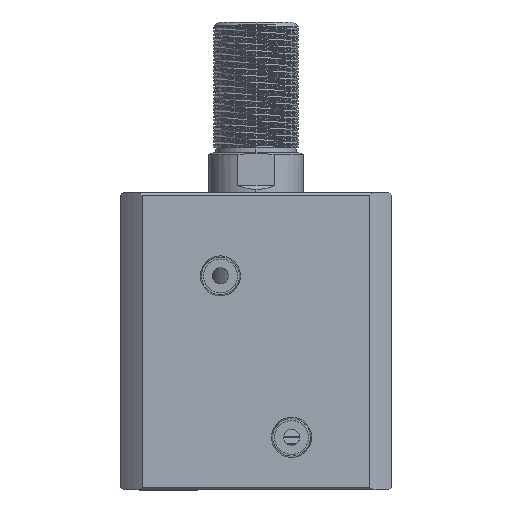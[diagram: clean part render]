
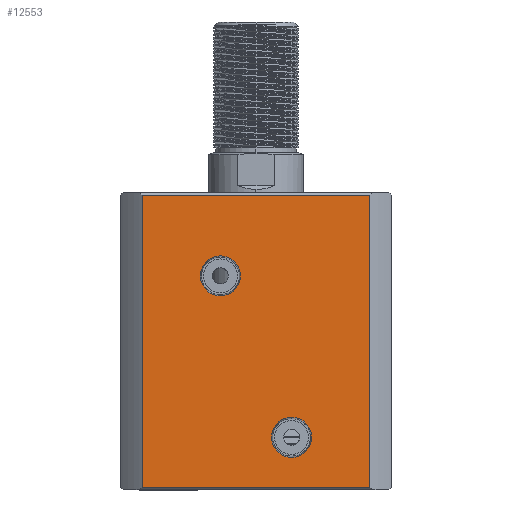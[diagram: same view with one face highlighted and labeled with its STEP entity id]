
A CAD part, top view. The second image highlights one B-rep face of the part: STEP entity #12553.
In plain terms, the highlighted face is planar.
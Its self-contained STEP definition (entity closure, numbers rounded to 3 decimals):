
#136 = CARTESIAN_POINT ( 'NONE',  ( -15., 57., 35. ) ) ;
#403 = LINE ( 'NONE', #15814, #3859 ) ;
#969 = CARTESIAN_POINT ( 'NONE',  ( 57., 57., 124. ) ) ;
#987 = VERTEX_POINT ( 'NONE', #12314 ) ;
#1268 = DIRECTION ( 'NONE',  ( 0., 1., 0. ) ) ;
#1352 = CIRCLE ( 'NONE', #16943, 8.428 ) ;
#1553 = CIRCLE ( 'NONE', #7187, 8.428 ) ;
#1585 = DIRECTION ( 'NONE',  ( 0., 0., 1. ) ) ;
#1818 = VERTEX_POINT ( 'NONE', #12044 ) ;
#1866 = VERTEX_POINT ( 'NONE', #10803 ) ;
#1890 = VERTEX_POINT ( 'NONE', #18216 ) ;
#2049 = CIRCLE ( 'NONE', #14588, 8.428 ) ;
#3253 = CARTESIAN_POINT ( 'NONE',  ( -57., 57., 1. ) ) ;
#3373 = VERTEX_POINT ( 'NONE', #11252 ) ;
#3828 = CARTESIAN_POINT ( 'NONE',  ( 47.971, 57., 1. ) ) ;
#3859 = VECTOR ( 'NONE', #5458, 1000. ) ;
#4214 = VERTEX_POINT ( 'NONE', #3828 ) ;
#4373 = CARTESIAN_POINT ( 'NONE',  ( 15., 57., 94.572 ) ) ;
#4501 = PLANE ( 'NONE',  #12716 ) ;
#4659 = CARTESIAN_POINT ( 'NONE',  ( 15., 57., 103. ) ) ;
#4842 = FACE_BOUND ( 'NONE', #11855, .T. ) ;
#5033 = CARTESIAN_POINT ( 'NONE',  ( -47.971, 57., 1. ) ) ;
#5236 = VECTOR ( 'NONE', #9115, 1000. ) ;
#5458 = DIRECTION ( 'NONE',  ( 0., 0., -1. ) ) ;
#5666 = ORIENTED_EDGE ( 'NONE', *, *, #9493, .T. ) ;
#6009 = CARTESIAN_POINT ( 'NONE',  ( -57., 57., 125. ) ) ;
#6158 = DIRECTION ( 'NONE',  ( 0., 0., 1. ) ) ;
#6177 = VECTOR ( 'NONE', #12119, 1000. ) ;
#6444 = VERTEX_POINT ( 'NONE', #5033 ) ;
#7093 = DIRECTION ( 'NONE',  ( 0., 1., 0. ) ) ;
#7112 = EDGE_CURVE ( 'NONE', #987, #3373, #8324, .T. ) ;
#7187 = AXIS2_PLACEMENT_3D ( 'NONE', #136, #10467, #1585 ) ;
#7432 = ORIENTED_EDGE ( 'NONE', *, *, #7112, .T. ) ;
#7938 = EDGE_CURVE ( 'NONE', #1890, #18107, #15686, .T. ) ;
#8324 = LINE ( 'NONE', #969, #16602 ) ;
#8814 = FACE_BOUND ( 'NONE', #18290, .T. ) ;
#8983 = DIRECTION ( 'NONE',  ( 0., 0., -1. ) ) ;
#9115 = DIRECTION ( 'NONE',  ( 0., 0., 1. ) ) ;
#9181 = LINE ( 'NONE', #16392, #5236 ) ;
#9275 = ORIENTED_EDGE ( 'NONE', *, *, #14497, .F. ) ;
#9440 = EDGE_CURVE ( 'NONE', #4214, #3373, #9181, .T. ) ;
#9493 = EDGE_CURVE ( 'NONE', #4214, #6444, #13096, .T. ) ;
#10138 = CARTESIAN_POINT ( 'NONE',  ( -15., 57., 35. ) ) ;
#10467 = DIRECTION ( 'NONE',  ( 0., 1., 0. ) ) ;
#10803 = CARTESIAN_POINT ( 'NONE',  ( -15., 57., 26.572 ) ) ;
#11137 = ORIENTED_EDGE ( 'NONE', *, *, #18073, .F. ) ;
#11252 = CARTESIAN_POINT ( 'NONE',  ( 47.971, 57., 124. ) ) ;
#11291 = DIRECTION ( 'NONE',  ( 1., 0., 0. ) ) ;
#11608 = DIRECTION ( 'NONE',  ( 0., 0., 1. ) ) ;
#11855 = EDGE_LOOP ( 'NONE', ( #18200, #14345 ) ) ;
#12044 = CARTESIAN_POINT ( 'NONE',  ( -15., 57., 43.428 ) ) ;
#12119 = DIRECTION ( 'NONE',  ( -1., 0., 0. ) ) ;
#12314 = CARTESIAN_POINT ( 'NONE',  ( -47.971, 57., 124. ) ) ;
#12553 = ADVANCED_FACE ( 'NONE', ( #8814, #4842, #16185 ), #4501, .F. ) ;
#12716 = AXIS2_PLACEMENT_3D ( 'NONE', #6009, #17825, #8983 ) ;
#13096 = LINE ( 'NONE', #3253, #6177 ) ;
#13565 = ORIENTED_EDGE ( 'NONE', *, *, #15977, .F. ) ;
#14345 = ORIENTED_EDGE ( 'NONE', *, *, #17115, .F. ) ;
#14497 = EDGE_CURVE ( 'NONE', #1866, #1818, #1553, .T. ) ;
#14588 = AXIS2_PLACEMENT_3D ( 'NONE', #10138, #1268, #11608 ) ;
#14996 = DIRECTION ( 'NONE',  ( 0., 1., 0. ) ) ;
#15209 = ORIENTED_EDGE ( 'NONE', *, *, #9440, .F. ) ;
#15686 = CIRCLE ( 'NONE', #18960, 8.428 ) ;
#15814 = CARTESIAN_POINT ( 'NONE',  ( -47.971, 57., 300. ) ) ;
#15914 = CARTESIAN_POINT ( 'NONE',  ( 15., 57., 103. ) ) ;
#15977 = EDGE_CURVE ( 'NONE', #1818, #1866, #2049, .T. ) ;
#16185 = FACE_OUTER_BOUND ( 'NONE', #16344, .T. ) ;
#16344 = EDGE_LOOP ( 'NONE', ( #11137, #7432, #15209, #5666 ) ) ;
#16392 = CARTESIAN_POINT ( 'NONE',  ( 47.971, 57., 300. ) ) ;
#16602 = VECTOR ( 'NONE', #11291, 1000. ) ;
#16943 = AXIS2_PLACEMENT_3D ( 'NONE', #4659, #14996, #6158 ) ;
#17115 = EDGE_CURVE ( 'NONE', #18107, #1890, #1352, .T. ) ;
#17391 = DIRECTION ( 'NONE',  ( 0., 0., 1. ) ) ;
#17825 = DIRECTION ( 'NONE',  ( 0., -1., 0. ) ) ;
#18073 = EDGE_CURVE ( 'NONE', #987, #6444, #403, .T. ) ;
#18107 = VERTEX_POINT ( 'NONE', #4373 ) ;
#18200 = ORIENTED_EDGE ( 'NONE', *, *, #7938, .F. ) ;
#18216 = CARTESIAN_POINT ( 'NONE',  ( 15., 57., 111.428 ) ) ;
#18290 = EDGE_LOOP ( 'NONE', ( #13565, #9275 ) ) ;
#18960 = AXIS2_PLACEMENT_3D ( 'NONE', #15914, #7093, #17391 ) ;
